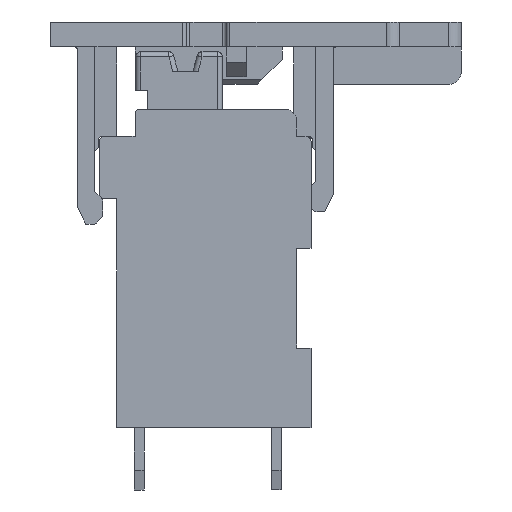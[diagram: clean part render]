
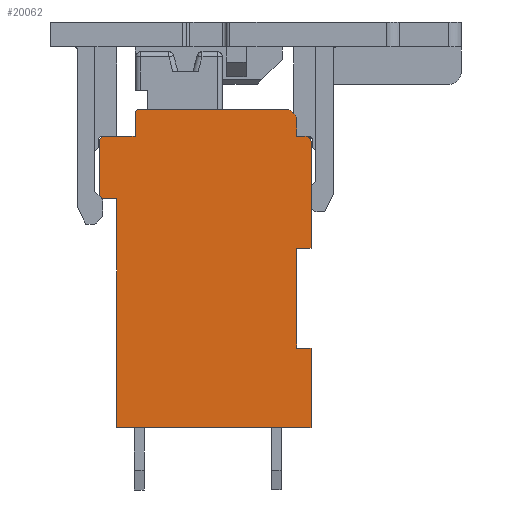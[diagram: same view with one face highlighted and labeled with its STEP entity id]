
A CAD part, left-side view. The second image highlights one B-rep face of the part: STEP entity #20062.
In plain terms, the highlighted planar face has unit normal (-1, 0, 0).
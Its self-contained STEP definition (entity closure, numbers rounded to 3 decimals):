
#448=PLANE('',#21282);
#1129=CIRCLE('',#21236,0.5);
#1131=CIRCLE('',#21240,0.2);
#1157=CIRCLE('',#21283,0.2);
#1158=CIRCLE('',#21284,0.2);
#1159=CIRCLE('',#21285,0.2);
#2912=ORIENTED_EDGE('',*,*,#8590,.F.);
#2913=ORIENTED_EDGE('',*,*,#8492,.T.);
#2914=ORIENTED_EDGE('',*,*,#8487,.F.);
#2915=ORIENTED_EDGE('',*,*,#8499,.T.);
#2916=ORIENTED_EDGE('',*,*,#8497,.F.);
#2917=ORIENTED_EDGE('',*,*,#8543,.F.);
#2918=ORIENTED_EDGE('',*,*,#8658,.T.);
#2919=ORIENTED_EDGE('',*,*,#8535,.F.);
#2920=ORIENTED_EDGE('',*,*,#8659,.T.);
#2921=ORIENTED_EDGE('',*,*,#8532,.F.);
#2922=ORIENTED_EDGE('',*,*,#7703,.F.);
#2923=ORIENTED_EDGE('',*,*,#8517,.F.);
#2924=ORIENTED_EDGE('',*,*,#8525,.F.);
#2925=ORIENTED_EDGE('',*,*,#8531,.F.);
#2926=ORIENTED_EDGE('',*,*,#8627,.F.);
#2927=ORIENTED_EDGE('',*,*,#8527,.F.);
#2928=ORIENTED_EDGE('',*,*,#7722,.F.);
#2929=ORIENTED_EDGE('',*,*,#8660,.T.);
#2930=ORIENTED_EDGE('',*,*,#8591,.F.);
#7703=EDGE_CURVE('',#10700,#10701,#12624,.T.);
#7722=EDGE_CURVE('',#10712,#10713,#12643,.T.);
#8487=EDGE_CURVE('',#11359,#11360,#13358,.T.);
#8492=EDGE_CURVE('',#11364,#11360,#1129,.F.);
#8497=EDGE_CURVE('',#11368,#11365,#13365,.T.);
#8499=EDGE_CURVE('',#11359,#11365,#1131,.F.);
#8517=EDGE_CURVE('',#11382,#10700,#13383,.T.);
#8525=EDGE_CURVE('',#11387,#11382,#13391,.T.);
#8527=EDGE_CURVE('',#10713,#11389,#13393,.T.);
#8531=EDGE_CURVE('',#11391,#11387,#13397,.T.);
#8532=EDGE_CURVE('',#10701,#11392,#13398,.T.);
#8535=EDGE_CURVE('',#11393,#11394,#13401,.T.);
#8543=EDGE_CURVE('',#11397,#11368,#13406,.T.);
#8590=EDGE_CURVE('',#11364,#11421,#13431,.T.);
#8591=EDGE_CURVE('',#11421,#11422,#13432,.T.);
#8627=EDGE_CURVE('',#11389,#11391,#13468,.T.);
#8658=EDGE_CURVE('',#11397,#11394,#1157,.F.);
#8659=EDGE_CURVE('',#11393,#11392,#1158,.F.);
#8660=EDGE_CURVE('',#10712,#11422,#1159,.F.);
#10700=VERTEX_POINT('',#28459);
#10701=VERTEX_POINT('',#28461);
#10712=VERTEX_POINT('',#28494);
#10713=VERTEX_POINT('',#28496);
#11359=VERTEX_POINT('',#30086);
#11360=VERTEX_POINT('',#30088);
#11364=VERTEX_POINT('',#30102);
#11365=VERTEX_POINT('',#30106);
#11368=VERTEX_POINT('',#30111);
#11382=VERTEX_POINT('',#30151);
#11387=VERTEX_POINT('',#30167);
#11389=VERTEX_POINT('',#30173);
#11391=VERTEX_POINT('',#30179);
#11392=VERTEX_POINT('',#30183);
#11393=VERTEX_POINT('',#30187);
#11394=VERTEX_POINT('',#30189);
#11397=VERTEX_POINT('',#30200);
#11421=VERTEX_POINT('',#30271);
#11422=VERTEX_POINT('',#30276);
#12624=LINE('',#28460,#15130);
#12643=LINE('',#28495,#15149);
#13358=LINE('',#30087,#15864);
#13365=LINE('',#30112,#15871);
#13383=LINE('',#30152,#15889);
#13391=LINE('',#30168,#15897);
#13393=LINE('',#30172,#15899);
#13397=LINE('',#30180,#15903);
#13398=LINE('',#30182,#15904);
#13401=LINE('',#30188,#15907);
#13406=LINE('',#30201,#15912);
#13431=LINE('',#30273,#15937);
#13432=LINE('',#30275,#15938);
#13468=LINE('',#30331,#15974);
#15130=VECTOR('',#22775,1000.);
#15149=VECTOR('',#22802,1000.);
#15864=VECTOR('',#23869,1000.);
#15871=VECTOR('',#23884,1000.);
#15889=VECTOR('',#23918,1000.);
#15897=VECTOR('',#23932,1000.);
#15899=VECTOR('',#23936,1000.);
#15903=VECTOR('',#23942,1000.);
#15904=VECTOR('',#23945,1000.);
#15907=VECTOR('',#23950,1000.);
#15912=VECTOR('',#23963,1000.);
#15937=VECTOR('',#24034,1000.);
#15938=VECTOR('',#24037,1000.);
#15974=VECTOR('',#24075,1000.);
#17667=EDGE_LOOP('',(#2912,#2913,#2914,#2915,#2916,#2917,#2918,#2919,#2920,
#2921,#2922,#2923,#2924,#2925,#2926,#2927,#2928,#2929,#2930));
#18759=FACE_BOUND('',#17667,.T.);
#20062=ADVANCED_FACE('',(#18759),#448,.F.);
#21236=AXIS2_PLACEMENT_3D('',#30101,#23876,#23877);
#21240=AXIS2_PLACEMENT_3D('',#30115,#23889,#23890);
#21282=AXIS2_PLACEMENT_3D('',#30376,#24106,#24107);
#21283=AXIS2_PLACEMENT_3D('',#30377,#24108,#24109);
#21284=AXIS2_PLACEMENT_3D('',#30378,#24110,#24111);
#21285=AXIS2_PLACEMENT_3D('',#30379,#24112,#24113);
#22775=DIRECTION('',(0.,0.,1.));
#22802=DIRECTION('',(0.,0.,-1.));
#23869=DIRECTION('',(0.,-1.,0.));
#23876=DIRECTION('',(1.,0.,0.));
#23877=DIRECTION('',(0.,0.,-1.));
#23884=DIRECTION('',(0.,0.,1.));
#23889=DIRECTION('',(1.,0.,0.));
#23890=DIRECTION('',(0.,0.,-1.));
#23918=DIRECTION('',(0.,1.,0.));
#23932=DIRECTION('',(0.,0.,-1.));
#23936=DIRECTION('',(0.,1.,0.));
#23942=DIRECTION('',(0.,-1.,0.));
#23945=DIRECTION('',(0.,1.,0.));
#23950=DIRECTION('',(0.,0.,1.));
#23963=DIRECTION('',(0.,-1.,0.));
#24034=DIRECTION('',(0.,0.,-1.));
#24037=DIRECTION('',(0.,-1.,0.));
#24075=DIRECTION('',(0.,0.,-1.));
#24106=DIRECTION('',(1.,0.,0.));
#24107=DIRECTION('',(0.,0.,-1.));
#24108=DIRECTION('',(1.,0.,0.));
#24109=DIRECTION('',(0.,0.,-1.));
#24110=DIRECTION('',(1.,0.,0.));
#24111=DIRECTION('',(0.,0.,-1.));
#24112=DIRECTION('',(1.,0.,0.));
#24113=DIRECTION('',(0.,0.,-1.));
#28459=CARTESIAN_POINT('',(-14.35,3.98,-5.2));
#28460=CARTESIAN_POINT('',(-14.35,3.98,4.));
#28461=CARTESIAN_POINT('',(-14.35,3.98,4.));
#28494=CARTESIAN_POINT('',(-14.35,-3.82,6.3));
#28495=CARTESIAN_POINT('',(-14.35,-3.82,6.5));
#28496=CARTESIAN_POINT('',(-14.35,-3.82,2.));
#30086=CARTESIAN_POINT('',(-14.35,3.05,7.6));
#30087=CARTESIAN_POINT('',(-14.35,3.25,7.6));
#30088=CARTESIAN_POINT('',(-14.35,-2.75,7.6));
#30101=CARTESIAN_POINT('',(-14.35,-2.75,7.1));
#30102=CARTESIAN_POINT('',(-14.35,-3.25,7.1));
#30106=CARTESIAN_POINT('',(-14.35,3.25,7.4));
#30111=CARTESIAN_POINT('',(-14.35,3.25,6.5));
#30112=CARTESIAN_POINT('',(-14.35,3.25,7.6));
#30115=CARTESIAN_POINT('',(-14.35,3.05,7.4));
#30151=CARTESIAN_POINT('',(-14.35,-3.82,-5.2));
#30152=CARTESIAN_POINT('',(-14.35,-3.82,-5.2));
#30167=CARTESIAN_POINT('',(-14.35,-3.82,-2.));
#30168=CARTESIAN_POINT('',(-14.35,-3.82,-2.));
#30172=CARTESIAN_POINT('',(-14.35,-3.82,2.));
#30173=CARTESIAN_POINT('',(-14.35,-3.25,2.));
#30179=CARTESIAN_POINT('',(-14.35,-3.25,-2.));
#30180=CARTESIAN_POINT('',(-14.35,-3.25,-2.));
#30182=CARTESIAN_POINT('',(-14.35,4.68,4.));
#30183=CARTESIAN_POINT('',(-14.35,4.48,4.));
#30187=CARTESIAN_POINT('',(-14.35,4.68,4.2));
#30188=CARTESIAN_POINT('',(-14.35,4.68,4.));
#30189=CARTESIAN_POINT('',(-14.35,4.68,6.3));
#30200=CARTESIAN_POINT('',(-14.35,4.48,6.5));
#30201=CARTESIAN_POINT('',(-14.35,3.25,6.5));
#30271=CARTESIAN_POINT('',(-14.35,-3.25,6.5));
#30273=CARTESIAN_POINT('',(-14.35,-3.25,6.5));
#30275=CARTESIAN_POINT('',(-14.35,-3.82,6.5));
#30276=CARTESIAN_POINT('',(-14.35,-3.62,6.5));
#30331=CARTESIAN_POINT('',(-14.35,-3.25,2.));
#30376=CARTESIAN_POINT('',(-14.35,0.,0.));
#30377=CARTESIAN_POINT('',(-14.35,4.48,6.3));
#30378=CARTESIAN_POINT('',(-14.35,4.48,4.2));
#30379=CARTESIAN_POINT('',(-14.35,-3.62,6.3));
